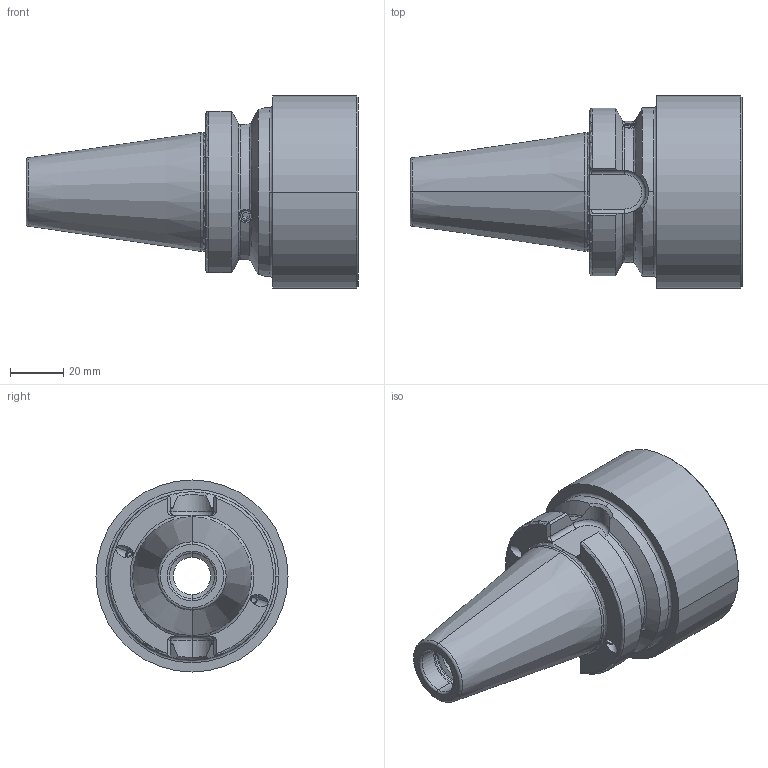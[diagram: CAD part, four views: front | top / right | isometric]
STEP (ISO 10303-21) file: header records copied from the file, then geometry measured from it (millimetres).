
FILE_DESCRIPTION (( 'STEP AP203' ), '1' );
FILE_NAME ('100.412.721C.STEP', '2024-08-30T12:44:56', ( '' ), ( '' ), 'SwSTEP 2.0', 'SolidWorks 2022', '' );
FILE_SCHEMA (( 'CONFIG_CONTROL_DESIGN' ));
Length unit declared in the file: millimetre
Products named in the file (4): ISO 4026 - M5 x 5_PreviewCfg; BB4-CA7.K01.059_A; 100.412.721C; ISO 4026 - M4 x 4
Assembly tree (4 placements, depth 2):
  100.412.721C
    BB4-CA7.K01.059_A
    ISO 4026 - M5 x 5_PreviewCfg  x2
    ISO 4026 - M4 x 4
Bounding box: 124.4 x 72 x 72 mm (x, y, z)
Volume: 169086.7 mm3; surface area: 38779.5 mm2
Topology: 4 solids, 4 shells, 183 faces, 447 edges, 271 vertices
Faces by surface type: cylinder 57, plane 49, cone 47, torus 28, bspline 2
Entity records: 5816 total; most frequent: CARTESIAN_POINT 1496, DIRECTION 822, ORIENTED_EDGE 822, EDGE_CURVE 411, AXIS2_PLACEMENT_3D 329, VERTEX_POINT 251, EDGE_LOOP 176, ADVANCED_FACE 168
